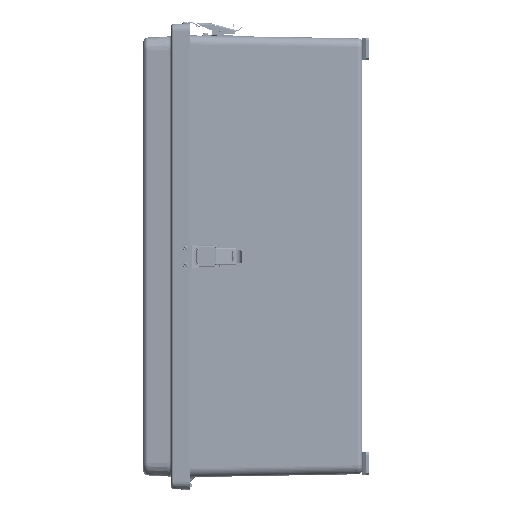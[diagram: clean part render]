
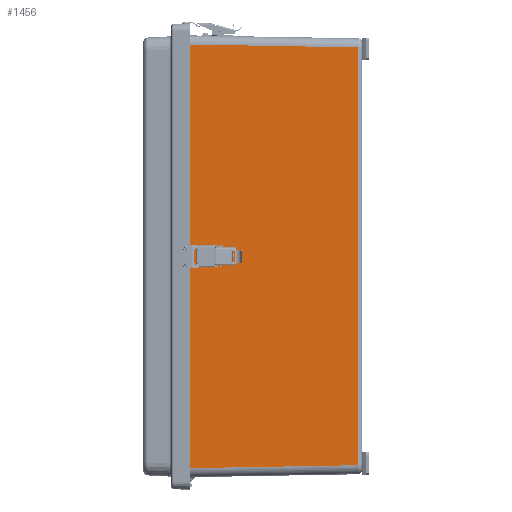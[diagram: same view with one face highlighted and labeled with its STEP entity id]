
A CAD part, left-side view. The second image highlights one B-rep face of the part: STEP entity #1456.
In plain terms, the highlighted planar face has unit normal (-1, -0.018, 0).
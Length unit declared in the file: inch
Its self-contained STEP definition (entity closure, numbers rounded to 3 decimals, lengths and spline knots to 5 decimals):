
#1067 = VERTEX_POINT ( 'NONE', #34562 ) ;
#1456 = ADVANCED_FACE ( 'NONE', ( #63351 ), #47389, .T. ) ;
#3844 = EDGE_CURVE ( 'NONE', #9232, #44949, #45667, .T. ) ;
#4344 = CARTESIAN_POINT ( 'NONE',  ( -12.13015, 0.00872, -11.63023 ) ) ;
#4611 = VERTEX_POINT ( 'NONE', #51279 ) ;
#9232 = VERTEX_POINT ( 'NONE', #16410 ) ;
#10517 = EDGE_CURVE ( 'NONE', #1067, #9232, #48526, .T. ) ;
#12246 = EDGE_LOOP ( 'NONE', ( #46135, #61642, #25393, #34422 ) ) ;
#16410 = CARTESIAN_POINT ( 'NONE',  ( -12.12135, -0.49564, -11.62142 ) ) ;
#19709 = CARTESIAN_POINT ( 'NONE',  ( -11.95756, -9.87936, 11.45334 ) ) ;
#20744 = CARTESIAN_POINT ( 'NONE',  ( -11.95756, -9.87936, -11.45763 ) ) ;
#21523 = VECTOR ( 'NONE', #30884, 39.37008 ) ;
#23071 = DIRECTION ( 'NONE',  ( -1., -0.017, 0. ) ) ;
#25130 = AXIS2_PLACEMENT_3D ( 'NONE', #52509, #23071, #57413 ) ;
#25393 = ORIENTED_EDGE ( 'NONE', *, *, #3844, .T. ) ;
#27037 = VECTOR ( 'NONE', #54069, 39.37008 ) ;
#27150 = EDGE_CURVE ( 'NONE', #44949, #4611, #53162, .T. ) ;
#30225 = CARTESIAN_POINT ( 'NONE',  ( -12.12135, -0.49564, -12.13 ) ) ;
#30884 = DIRECTION ( 'NONE',  ( -0.017, 1., 0.017 ) ) ;
#33044 = LINE ( 'NONE', #60235, #21523 ) ;
#33923 = VECTOR ( 'NONE', #59563, 39.37008 ) ;
#34422 = ORIENTED_EDGE ( 'NONE', *, *, #27150, .T. ) ;
#34562 = CARTESIAN_POINT ( 'NONE',  ( -12.12135, -0.49564, 11.62142 ) ) ;
#35306 = EDGE_CURVE ( 'NONE', #4611, #1067, #33044, .T. ) ;
#38707 = DIRECTION ( 'NONE',  ( 0.017, -1., 0.017 ) ) ;
#44102 = VECTOR ( 'NONE', #38707, 39.37008 ) ;
#44949 = VERTEX_POINT ( 'NONE', #20744 ) ;
#45667 = LINE ( 'NONE', #4344, #44102 ) ;
#46135 = ORIENTED_EDGE ( 'NONE', *, *, #35306, .T. ) ;
#47389 = PLANE ( 'NONE',  #25130 ) ;
#48526 = LINE ( 'NONE', #30225, #33923 ) ;
#51279 = CARTESIAN_POINT ( 'NONE',  ( -11.95756, -9.87936, 11.45763 ) ) ;
#52509 = CARTESIAN_POINT ( 'NONE',  ( -12.13, 0., -12.13 ) ) ;
#53162 = LINE ( 'NONE', #19709, #27037 ) ;
#54069 = DIRECTION ( 'NONE',  ( 0., 0., 1. ) ) ;
#57413 = DIRECTION ( 'NONE',  ( 0.017, -1., 0. ) ) ;
#59563 = DIRECTION ( 'NONE',  ( 0., 0., -1. ) ) ;
#60235 = CARTESIAN_POINT ( 'NONE',  ( -12.12277, -0.41448, 11.62284 ) ) ;
#61642 = ORIENTED_EDGE ( 'NONE', *, *, #10517, .T. ) ;
#63351 = FACE_OUTER_BOUND ( 'NONE', #12246, .T. ) ;
